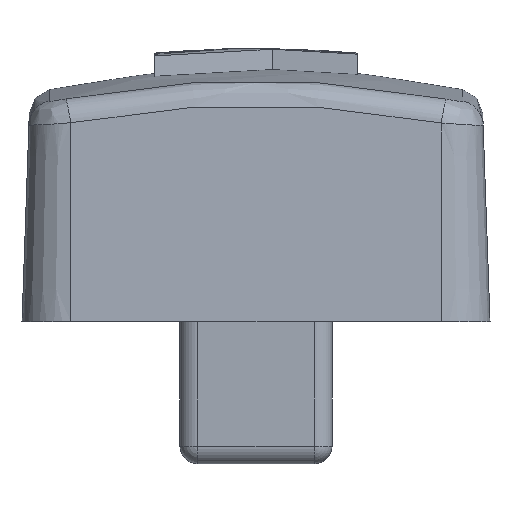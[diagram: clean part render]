
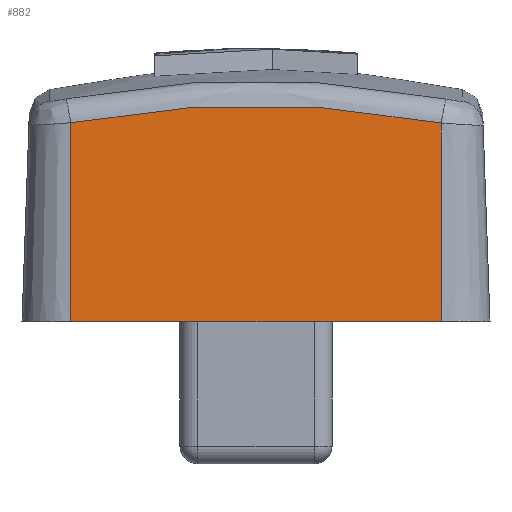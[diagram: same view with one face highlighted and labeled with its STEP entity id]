
A CAD part, left-side view. The second image highlights one B-rep face of the part: STEP entity #882.
In plain terms, the highlighted planar face has unit normal (-0.999, 0, 0.035).
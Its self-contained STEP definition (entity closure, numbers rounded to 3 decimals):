
#407=PLANE('',#2930);
#457=FACE_OUTER_BOUND('',#1075,.T.);
#646=LINE('',#4454,#770);
#647=LINE('',#4462,#771);
#648=LINE('',#4464,#772);
#770=VECTOR('',#3174,1.);
#771=VECTOR('',#3175,1.);
#772=VECTOR('',#3176,1.);
#882=ADVANCED_FACE('',(#457),#407,.T.);
#1075=EDGE_LOOP('',(#1352,#1353,#1354,#1355));
#1352=ORIENTED_EDGE('',*,*,#2417,.F.);
#1353=ORIENTED_EDGE('',*,*,#2418,.T.);
#1354=ORIENTED_EDGE('',*,*,#2419,.T.);
#1355=ORIENTED_EDGE('',*,*,#2420,.T.);
#2169=VERTEX_POINT('',#4455);
#2170=VERTEX_POINT('',#4456);
#2171=VERTEX_POINT('',#4461);
#2172=VERTEX_POINT('',#4463);
#2417=EDGE_CURVE('',#2169,#2170,#646,.T.);
#2418=EDGE_CURVE('',#2169,#2171,#2795,.T.);
#2419=EDGE_CURVE('',#2171,#2172,#647,.T.);
#2420=EDGE_CURVE('',#2172,#2170,#648,.T.);
#2795=B_SPLINE_CURVE_WITH_KNOTS('',3,(#4457,#4458,#4459,#4460),
 .UNSPECIFIED.,.F.,.F.,(4,4),(0.,1.),.UNSPECIFIED.);
#2930=AXIS2_PLACEMENT_3D('',#4465,#3177,#3178);
#3174=DIRECTION('',(-0.035,0.,-0.999));
#3175=DIRECTION('',(-0.035,0.,-0.999));
#3176=DIRECTION('',(0.,-1.,0.));
#3177=DIRECTION('',(-0.999,0.,0.035));
#3178=DIRECTION('',(0.035,0.,0.999));
#4454=CARTESIAN_POINT('',(-6.9,-3.65,0.));
#4455=CARTESIAN_POINT('',(-6.728,-3.65,4.924));
#4456=CARTESIAN_POINT('',(-6.865,-3.65,1.));
#4457=CARTESIAN_POINT('',(-6.728,-3.65,4.924));
#4458=CARTESIAN_POINT('',(-6.712,-1.235,5.39));
#4459=CARTESIAN_POINT('',(-6.712,1.234,5.392));
#4460=CARTESIAN_POINT('',(-6.728,3.65,4.928));
#4461=CARTESIAN_POINT('',(-6.728,3.65,4.928));
#4462=CARTESIAN_POINT('',(-6.9,3.65,0.));
#4463=CARTESIAN_POINT('',(-6.865,3.65,1.));
#4464=CARTESIAN_POINT('',(-6.865,3.65,1.));
#4465=CARTESIAN_POINT('',(-6.9,3.65,0.));
